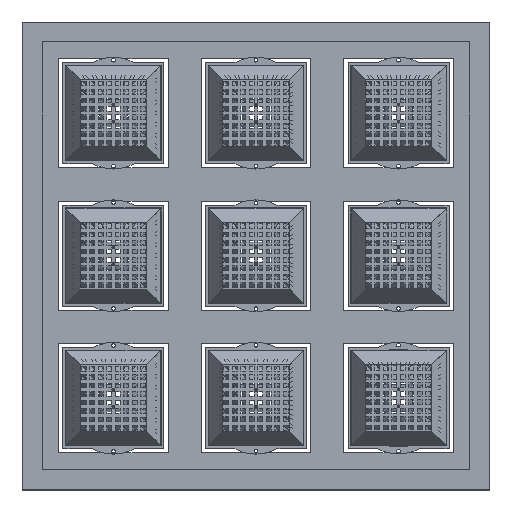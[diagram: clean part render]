
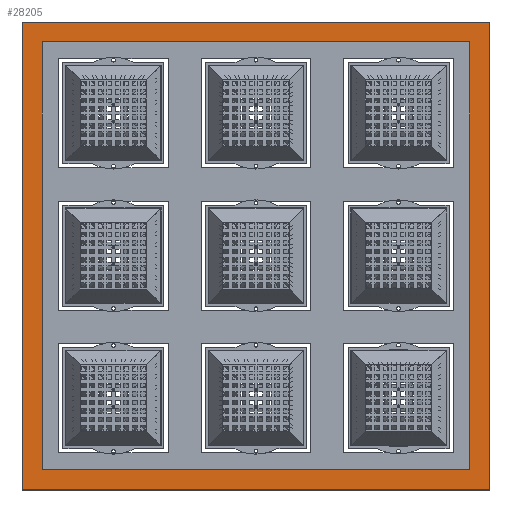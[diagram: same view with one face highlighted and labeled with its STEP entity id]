
A CAD part, top view. The second image highlights one B-rep face of the part: STEP entity #28205.
In plain terms, the highlighted planar face has unit normal (0, 0, 1).
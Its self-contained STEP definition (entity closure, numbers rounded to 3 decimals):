
#852 = CARTESIAN_POINT ( 'NONE',  ( 250., -250., 57.15 ) ) ;
#1077 = VERTEX_POINT ( 'NONE', #12471 ) ;
#1103 = EDGE_CURVE ( 'NONE', #10825, #25858, #4372, .T. ) ;
#4338 = DIRECTION ( 'NONE',  ( 0., 0., -1. ) ) ;
#4372 = LINE ( 'NONE', #6003, #17389 ) ;
#4647 = LINE ( 'NONE', #22351, #18007 ) ;
#5226 = ORIENTED_EDGE ( 'NONE', *, *, #26109, .F. ) ;
#5458 = VERTEX_POINT ( 'NONE', #7029 ) ;
#5787 = CARTESIAN_POINT ( 'NONE',  ( -250., -250., 57.15 ) ) ;
#6003 = CARTESIAN_POINT ( 'NONE',  ( 0., 228.5, 57.15 ) ) ;
#6089 = VECTOR ( 'NONE', #13405, 1000. ) ;
#6820 = DIRECTION ( 'NONE',  ( 0., 1., 0. ) ) ;
#7016 = LINE ( 'NONE', #8536, #27422 ) ;
#7029 = CARTESIAN_POINT ( 'NONE',  ( 250., -250., 57.15 ) ) ;
#7426 = DIRECTION ( 'NONE',  ( 0., 1., 0. ) ) ;
#7637 = VERTEX_POINT ( 'NONE', #19699 ) ;
#7662 = DIRECTION ( 'NONE',  ( 1., 0., 0. ) ) ;
#7673 = EDGE_CURVE ( 'NONE', #10495, #10825, #4647, .T. ) ;
#8067 = EDGE_LOOP ( 'NONE', ( #14708, #11962, #23843, #21202 ) ) ;
#8536 = CARTESIAN_POINT ( 'NONE',  ( 0., -228.5, 57.15 ) ) ;
#10237 = LINE ( 'NONE', #13328, #20783 ) ;
#10351 = AXIS2_PLACEMENT_3D ( 'NONE', #15242, #4338, #19962 ) ;
#10495 = VERTEX_POINT ( 'NONE', #18391 ) ;
#10615 = EDGE_CURVE ( 'NONE', #7637, #18832, #24243, .T. ) ;
#10825 = VERTEX_POINT ( 'NONE', #28229 ) ;
#11238 = CARTESIAN_POINT ( 'NONE',  ( 228.5, 0., 57.15 ) ) ;
#11962 = ORIENTED_EDGE ( 'NONE', *, *, #7673, .T. ) ;
#12021 = CARTESIAN_POINT ( 'NONE',  ( -250., 250., 57.15 ) ) ;
#12471 = CARTESIAN_POINT ( 'NONE',  ( -250., -250., 57.15 ) ) ;
#12802 = VECTOR ( 'NONE', #7426, 1000. ) ;
#13251 = EDGE_CURVE ( 'NONE', #5458, #18832, #27570, .T. ) ;
#13328 = CARTESIAN_POINT ( 'NONE',  ( -250., -250., 57.15 ) ) ;
#13405 = DIRECTION ( 'NONE',  ( 0., 1., 0. ) ) ;
#14708 = ORIENTED_EDGE ( 'NONE', *, *, #23160, .F. ) ;
#15242 = CARTESIAN_POINT ( 'NONE',  ( 0., 0., 57.15 ) ) ;
#15446 = PLANE ( 'NONE',  #10351 ) ;
#16559 = EDGE_CURVE ( 'NONE', #22414, #25858, #22272, .T. ) ;
#17389 = VECTOR ( 'NONE', #19542, 1000. ) ;
#18007 = VECTOR ( 'NONE', #6820, 1000. ) ;
#18092 = LINE ( 'NONE', #5787, #19515 ) ;
#18391 = CARTESIAN_POINT ( 'NONE',  ( -228.5, -228.5, 57.15 ) ) ;
#18421 = ORIENTED_EDGE ( 'NONE', *, *, #10615, .F. ) ;
#18832 = VERTEX_POINT ( 'NONE', #24632 ) ;
#19204 = CARTESIAN_POINT ( 'NONE',  ( 228.5, 228.5, 57.15 ) ) ;
#19515 = VECTOR ( 'NONE', #7662, 1000. ) ;
#19542 = DIRECTION ( 'NONE',  ( 1., 0., 0. ) ) ;
#19633 = FACE_OUTER_BOUND ( 'NONE', #25337, .T. ) ;
#19699 = CARTESIAN_POINT ( 'NONE',  ( -250., 250., 57.15 ) ) ;
#19962 = DIRECTION ( 'NONE',  ( -1., 0., 0. ) ) ;
#20783 = VECTOR ( 'NONE', #22260, 1000. ) ;
#21202 = ORIENTED_EDGE ( 'NONE', *, *, #16559, .F. ) ;
#22260 = DIRECTION ( 'NONE',  ( 0., 1., 0. ) ) ;
#22272 = LINE ( 'NONE', #11238, #6089 ) ;
#22351 = CARTESIAN_POINT ( 'NONE',  ( -228.5, 0., 57.15 ) ) ;
#22414 = VERTEX_POINT ( 'NONE', #24207 ) ;
#22433 = ORIENTED_EDGE ( 'NONE', *, *, #13251, .T. ) ;
#23160 = EDGE_CURVE ( 'NONE', #10495, #22414, #7016, .T. ) ;
#23843 = ORIENTED_EDGE ( 'NONE', *, *, #1103, .T. ) ;
#24207 = CARTESIAN_POINT ( 'NONE',  ( 228.5, -228.5, 57.15 ) ) ;
#24243 = LINE ( 'NONE', #12021, #28818 ) ;
#24632 = CARTESIAN_POINT ( 'NONE',  ( 250., 250., 57.15 ) ) ;
#25180 = DIRECTION ( 'NONE',  ( 1., 0., 0. ) ) ;
#25196 = EDGE_CURVE ( 'NONE', #1077, #5458, #18092, .T. ) ;
#25337 = EDGE_LOOP ( 'NONE', ( #5226, #26006, #22433, #18421 ) ) ;
#25624 = FACE_BOUND ( 'NONE', #8067, .T. ) ;
#25858 = VERTEX_POINT ( 'NONE', #19204 ) ;
#26006 = ORIENTED_EDGE ( 'NONE', *, *, #25196, .T. ) ;
#26109 = EDGE_CURVE ( 'NONE', #1077, #7637, #10237, .T. ) ;
#26442 = DIRECTION ( 'NONE',  ( 1., 0., 0. ) ) ;
#27422 = VECTOR ( 'NONE', #26442, 1000. ) ;
#27570 = LINE ( 'NONE', #852, #12802 ) ;
#28205 = ADVANCED_FACE ( 'NONE', ( #25624, #19633 ), #15446, .F. ) ;
#28229 = CARTESIAN_POINT ( 'NONE',  ( -228.5, 228.5, 57.15 ) ) ;
#28818 = VECTOR ( 'NONE', #25180, 1000. ) ;
